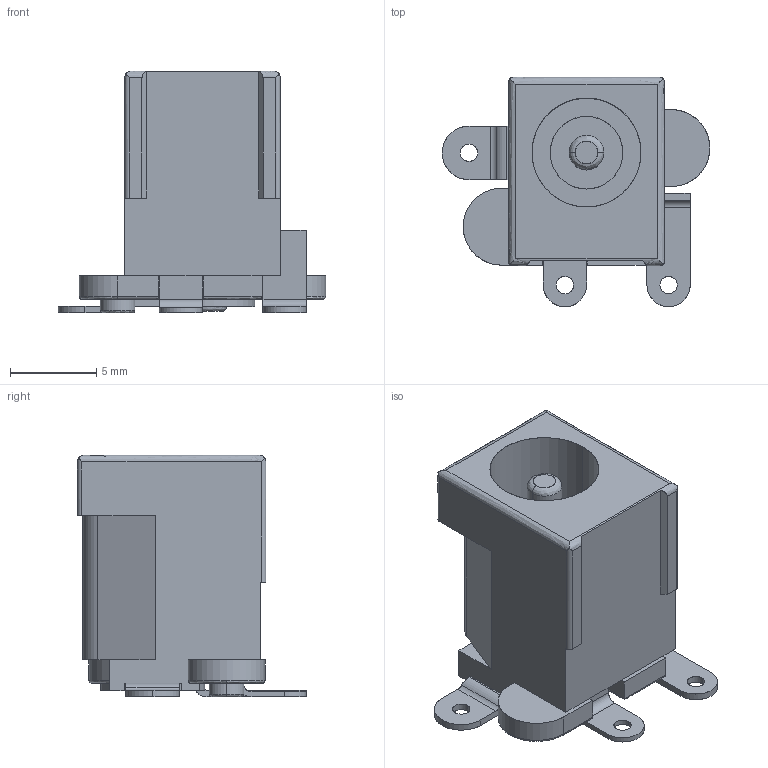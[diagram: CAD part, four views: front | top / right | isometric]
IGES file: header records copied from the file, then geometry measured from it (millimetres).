
Start section: SolidWorks IGES file using analytic representation for surfaces
Global section: file name: Will'KLDVX-SMT02-AKTTR_rA5.IGS; native system: SolidWorks 2012; preprocessor: SolidWorks 2012; author: William; date: 130909.101006; units: millimetre
Bounding box: 15.48 x 13.25 x 14 mm (x, y, z)
Surface area: 1103.7 mm2 (no closed solid volume)
Topology: 0 solids, 0 shells, 138 faces, 1510 edges, 1510 vertices
Faces by surface type: bspline 77, revolution 61
